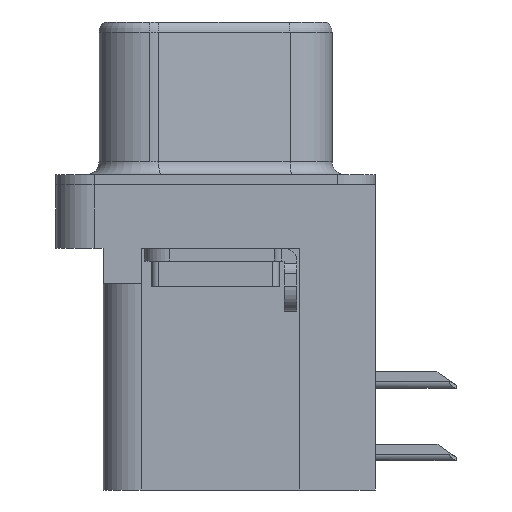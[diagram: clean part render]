
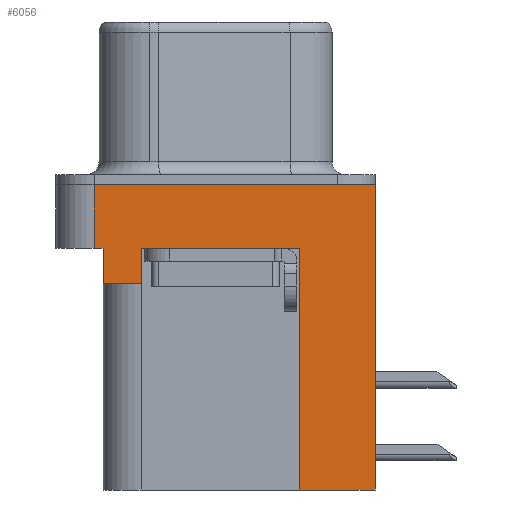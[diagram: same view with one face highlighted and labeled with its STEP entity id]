
A CAD part, left-side view. The second image highlights one B-rep face of the part: STEP entity #6056.
In plain terms, the highlighted planar face has unit normal (-1, 0, 0).
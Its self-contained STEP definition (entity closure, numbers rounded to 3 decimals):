
#77 = CARTESIAN_POINT ( 'NONE',  ( -2.91, -6.275, -2.5 ) ) ;
#130 = DIRECTION ( 'NONE',  ( 0., 0., 1. ) ) ;
#231 = VECTOR ( 'NONE', #13028, 1000. ) ;
#623 = CARTESIAN_POINT ( 'NONE',  ( -2.91, 4.425, -3.9 ) ) ;
#936 = VECTOR ( 'NONE', #13818, 1000. ) ;
#1017 = VECTOR ( 'NONE', #13111, 1000. ) ;
#1095 = FACE_OUTER_BOUND ( 'NONE', #8611, .T. ) ;
#1312 = VERTEX_POINT ( 'NONE', #4392 ) ;
#1333 = CARTESIAN_POINT ( 'NONE',  ( -2.91, -6.275, -2.5 ) ) ;
#1513 = ORIENTED_EDGE ( 'NONE', *, *, #13377, .T. ) ;
#1616 = DIRECTION ( 'NONE',  ( 0., 0., 1. ) ) ;
#1652 = VERTEX_POINT ( 'NONE', #4876 ) ;
#2571 = LINE ( 'NONE', #77, #15472 ) ;
#2628 = CARTESIAN_POINT ( 'NONE',  ( -2.91, 4.425, -2.5 ) ) ;
#2766 = DIRECTION ( 'NONE',  ( 0., 1., 0. ) ) ;
#2776 = DIRECTION ( 'NONE',  ( 0., -1., 0. ) ) ;
#3171 = CARTESIAN_POINT ( 'NONE',  ( -2.91, 4.425, -3.9 ) ) ;
#3199 = LINE ( 'NONE', #6902, #12792 ) ;
#3508 = VERTEX_POINT ( 'NONE', #9422 ) ;
#4009 = LINE ( 'NONE', #1333, #13587 ) ;
#4014 = ORIENTED_EDGE ( 'NONE', *, *, #9390, .F. ) ;
#4019 = ORIENTED_EDGE ( 'NONE', *, *, #6680, .F. ) ;
#4392 = CARTESIAN_POINT ( 'NONE',  ( -2.91, -3.295, -2.5 ) ) ;
#4730 = LINE ( 'NONE', #3171, #1017 ) ;
#4819 = EDGE_CURVE ( 'NONE', #11657, #3508, #10918, .T. ) ;
#4827 = VERTEX_POINT ( 'NONE', #2628 ) ;
#4876 = CARTESIAN_POINT ( 'NONE',  ( -2.91, -3.295, -12. ) ) ;
#4929 = CARTESIAN_POINT ( 'NONE',  ( -2.91, 4.425, -3.9 ) ) ;
#4993 = LINE ( 'NONE', #10287, #8336 ) ;
#5566 = VECTOR ( 'NONE', #13674, 1000. ) ;
#5588 = ORIENTED_EDGE ( 'NONE', *, *, #10930, .F. ) ;
#5687 = ORIENTED_EDGE ( 'NONE', *, *, #6588, .F. ) ;
#5826 = AXIS2_PLACEMENT_3D ( 'NONE', #6585, #9128, #1616 ) ;
#6056 = ADVANCED_FACE ( 'NONE', ( #1095 ), #12809, .T. ) ;
#6585 = CARTESIAN_POINT ( 'NONE',  ( -2.91, -6.275, -2.5 ) ) ;
#6588 = EDGE_CURVE ( 'NONE', #13438, #4827, #8530, .T. ) ;
#6674 = EDGE_CURVE ( 'NONE', #9763, #4827, #4009, .T. ) ;
#6680 = EDGE_CURVE ( 'NONE', #9763, #12168, #7335, .T. ) ;
#6902 = CARTESIAN_POINT ( 'NONE',  ( -2.91, -3.295, -12. ) ) ;
#6903 = CARTESIAN_POINT ( 'NONE',  ( -2.91, 2.895, -3.9 ) ) ;
#7099 = VERTEX_POINT ( 'NONE', #14789 ) ;
#7180 = ORIENTED_EDGE ( 'NONE', *, *, #13701, .T. ) ;
#7335 = LINE ( 'NONE', #13845, #11057 ) ;
#7449 = ORIENTED_EDGE ( 'NONE', *, *, #8470, .F. ) ;
#7570 = DIRECTION ( 'NONE',  ( 0., 0., 1. ) ) ;
#7597 = CARTESIAN_POINT ( 'NONE',  ( -2.91, 2.895, -3.9 ) ) ;
#7623 = DIRECTION ( 'NONE',  ( 0., -1., 0. ) ) ;
#7812 = CARTESIAN_POINT ( 'NONE',  ( -2.91, -3.295, -12. ) ) ;
#8169 = DIRECTION ( 'NONE',  ( 0., 0., 1. ) ) ;
#8336 = VECTOR ( 'NONE', #2776, 1000. ) ;
#8470 = EDGE_CURVE ( 'NONE', #12168, #7099, #4993, .T. ) ;
#8530 = LINE ( 'NONE', #4929, #5566 ) ;
#8611 = EDGE_LOOP ( 'NONE', ( #7449, #4019, #13462, #5687, #5588, #14942, #1513, #4014, #13094, #7180 ) ) ;
#9128 = DIRECTION ( 'NONE',  ( -1., 0., 0. ) ) ;
#9227 = CARTESIAN_POINT ( 'NONE',  ( -2.91, -6.275, -12. ) ) ;
#9390 = EDGE_CURVE ( 'NONE', #1652, #1312, #3199, .T. ) ;
#9422 = CARTESIAN_POINT ( 'NONE',  ( -2.91, 2.895, -2.5 ) ) ;
#9763 = VERTEX_POINT ( 'NONE', #12122 ) ;
#10134 = EDGE_CURVE ( 'NONE', #11505, #1652, #10828, .T. ) ;
#10218 = LINE ( 'NONE', #14247, #231 ) ;
#10287 = CARTESIAN_POINT ( 'NONE',  ( -2.91, -6.275, 0. ) ) ;
#10828 = LINE ( 'NONE', #7812, #14146 ) ;
#10918 = LINE ( 'NONE', #7597, #936 ) ;
#10930 = EDGE_CURVE ( 'NONE', #11657, #13438, #4730, .T. ) ;
#11057 = VECTOR ( 'NONE', #130, 1000. ) ;
#11505 = VERTEX_POINT ( 'NONE', #9227 ) ;
#11657 = VERTEX_POINT ( 'NONE', #6903 ) ;
#12122 = CARTESIAN_POINT ( 'NONE',  ( -2.91, 4.775, -2.5 ) ) ;
#12168 = VERTEX_POINT ( 'NONE', #15905 ) ;
#12792 = VECTOR ( 'NONE', #8169, 1000. ) ;
#12809 = PLANE ( 'NONE',  #5826 ) ;
#13028 = DIRECTION ( 'NONE',  ( 0., -1., 0. ) ) ;
#13094 = ORIENTED_EDGE ( 'NONE', *, *, #10134, .F. ) ;
#13111 = DIRECTION ( 'NONE',  ( 0., 1., 0. ) ) ;
#13377 = EDGE_CURVE ( 'NONE', #3508, #1312, #10218, .T. ) ;
#13438 = VERTEX_POINT ( 'NONE', #623 ) ;
#13462 = ORIENTED_EDGE ( 'NONE', *, *, #6674, .T. ) ;
#13587 = VECTOR ( 'NONE', #7623, 1000. ) ;
#13674 = DIRECTION ( 'NONE',  ( 0., 0., 1. ) ) ;
#13701 = EDGE_CURVE ( 'NONE', #11505, #7099, #2571, .T. ) ;
#13818 = DIRECTION ( 'NONE',  ( 0., 0., 1. ) ) ;
#13845 = CARTESIAN_POINT ( 'NONE',  ( -2.91, 4.775, -2.5 ) ) ;
#14146 = VECTOR ( 'NONE', #2766, 1000. ) ;
#14247 = CARTESIAN_POINT ( 'NONE',  ( -2.91, -6.275, -2.5 ) ) ;
#14789 = CARTESIAN_POINT ( 'NONE',  ( -2.91, -6.275, 0. ) ) ;
#14942 = ORIENTED_EDGE ( 'NONE', *, *, #4819, .T. ) ;
#15472 = VECTOR ( 'NONE', #7570, 1000. ) ;
#15905 = CARTESIAN_POINT ( 'NONE',  ( -2.91, 4.775, 0. ) ) ;
